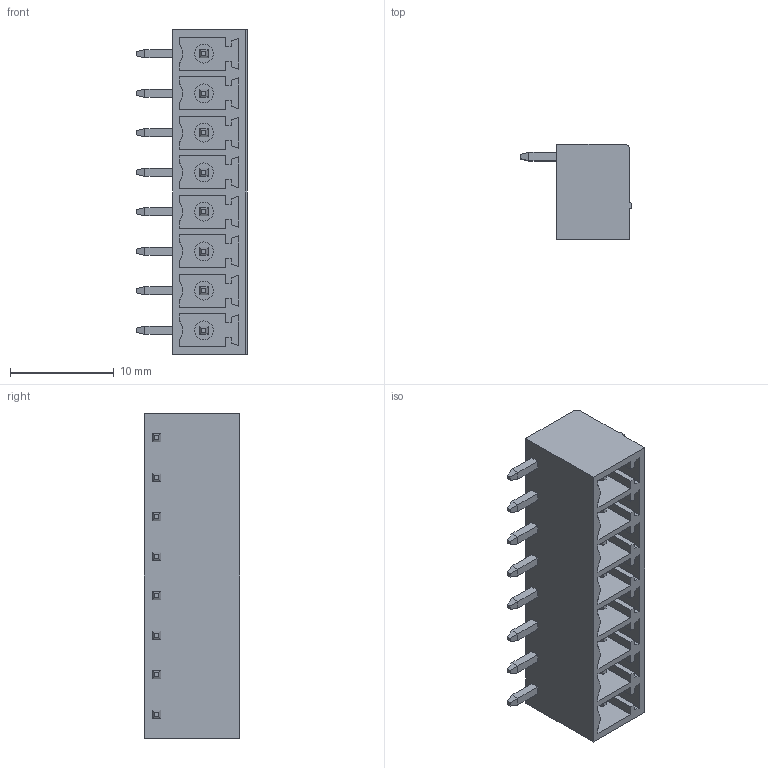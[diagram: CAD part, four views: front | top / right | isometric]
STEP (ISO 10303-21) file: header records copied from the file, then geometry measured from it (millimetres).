
FILE_DESCRIPTION (( 'STEP AP214' ), '1' );
FILE_NAME ('CUI_DEVICES_TBP02R1-381-08BE.step', '2019-10-22T03:50:09', ( '' ), ( '' ), 'SwSTEP 2.0', 'SolidWorks 2019', '' );
FILE_SCHEMA (( 'AUTOMOTIVE_DESIGN' ));
Length unit declared in the file: millimetre
Products named in the file (1): CUI_DEVICES_TBP02R1-381-08BE
Bounding box: 10.7 x 9.2 x 31.27 mm (x, y, z)
Volume: 1190 mm3; surface area: 2476.3 mm2
Topology: 1 solids, 1 shells, 315 faces, 779 edges, 498 vertices
Faces by surface type: plane 273, cylinder 42
Entity records: 10743 total; most frequent: CARTESIAN_POINT 1593, ORIENTED_EDGE 1558, DIRECTION 1495, EDGE_CURVE 779, LINE 695, VECTOR 695, VERTEX_POINT 498, AXIS2_PLACEMENT_3D 400
